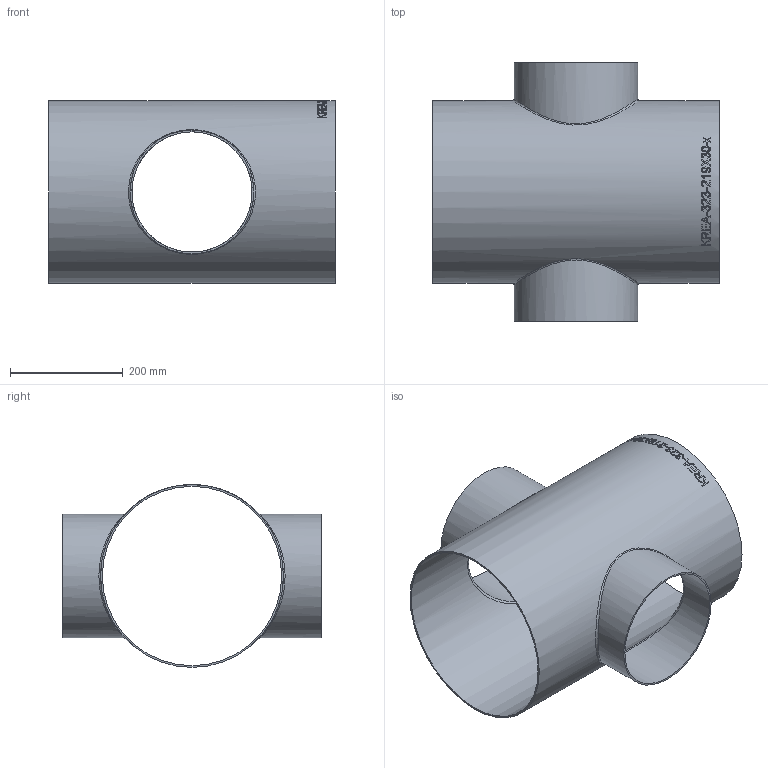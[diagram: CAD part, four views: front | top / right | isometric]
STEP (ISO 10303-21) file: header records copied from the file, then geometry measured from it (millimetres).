
FILE_DESCRIPTION (( 'STEP AP214' ), '1' );
FILE_NAME ('KREA-323-219X30-x Kreuz-Stück reduziert 2005.STEP', '2020-05-13T13:15:01', ( '' ), ( '' ), 'SwSTEP 2.0', 'SolidWorks 2019', '' );
FILE_SCHEMA (( 'AUTOMOTIVE_DESIGN' ));
Length unit declared in the file: millimetre
Products named in the file (1): KREA-323-219X30-x Kreuz-Stück reduziert 2005
Bounding box: 508 x 458 x 323.9 mm (x, y, z)
Volume: 1662860.8 mm3; surface area: 1115746.8 mm2
Topology: 1 solids, 1 shells, 242 faces, 656 edges, 438 vertices
Faces by surface type: bspline 147, plane 68, cylinder 27
Full cylindrical faces by diameter (mm): 213.1 x2, 219.1 x2, 317.9 x1, 323.9 x1
Entity records: 42433 total; most frequent: CARTESIAN_POINT 35179, ORIENTED_EDGE 1274, EDGE_CURVE 637, B_SPLINE_CURVE_WITH_KNOTS 460, DIRECTION 459, VERTEX_POINT 430, EDGE_LOOP 281, FACE_OUTER_BOUND 252
